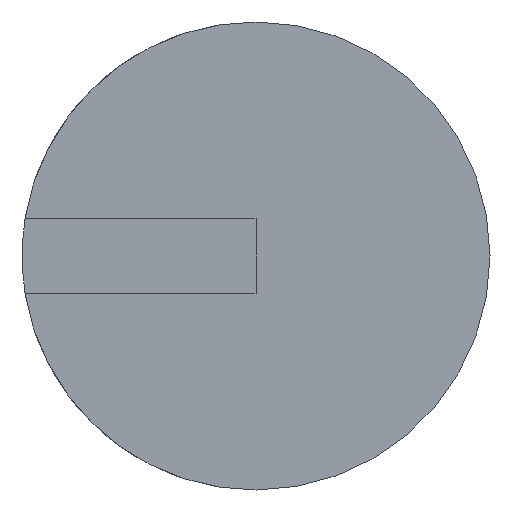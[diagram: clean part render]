
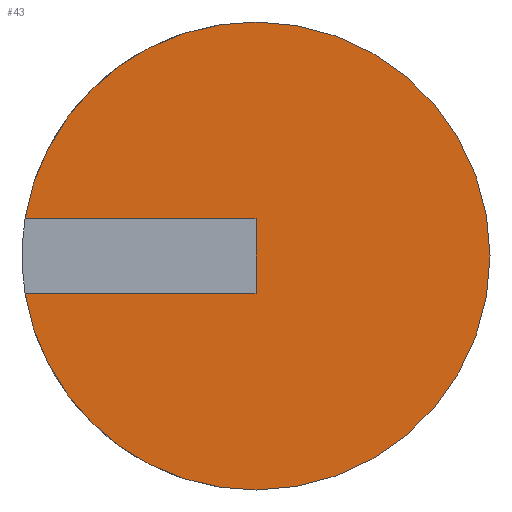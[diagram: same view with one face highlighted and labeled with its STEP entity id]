
A CAD part, front view. The second image highlights one B-rep face of the part: STEP entity #43.
In plain terms, the highlighted planar face has unit normal (0, -1, 0).
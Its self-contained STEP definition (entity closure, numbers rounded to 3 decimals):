
#4 = VERTEX_POINT ( 'NONE', #275 ) ;
#11 = DIRECTION ( 'NONE',  ( 0., 0., 1. ) ) ;
#24 = LINE ( 'NONE', #218, #88 ) ;
#28 = VERTEX_POINT ( 'NONE', #278 ) ;
#43 = ADVANCED_FACE ( 'NONE', ( #206 ), #199, .F. ) ;
#50 = ORIENTED_EDGE ( 'NONE', *, *, #150, .F. ) ;
#61 = CARTESIAN_POINT ( 'NONE',  ( 0., 0., 2. ) ) ;
#65 = CARTESIAN_POINT ( 'NONE',  ( 0., 0., -2. ) ) ;
#66 = EDGE_CURVE ( 'NONE', #170, #4, #179, .T. ) ;
#75 = CARTESIAN_POINT ( 'NONE',  ( 0., 0., 2. ) ) ;
#77 = ORIENTED_EDGE ( 'NONE', *, *, #250, .F. ) ;
#84 = AXIS2_PLACEMENT_3D ( 'NONE', #155, #183, #113 ) ;
#88 = VECTOR ( 'NONE', #104, 1000. ) ;
#98 = CIRCLE ( 'NONE', #309, 12.5 ) ;
#104 = DIRECTION ( 'NONE',  ( 0., 0., 1. ) ) ;
#109 = DIRECTION ( 'NONE',  ( -1., 0., 0. ) ) ;
#113 = DIRECTION ( 'NONE',  ( 0., 0., 1. ) ) ;
#117 = DIRECTION ( 'NONE',  ( -1., 0., 0. ) ) ;
#123 = VECTOR ( 'NONE', #117, 1000. ) ;
#126 = VERTEX_POINT ( 'NONE', #293 ) ;
#130 = CIRCLE ( 'NONE', #167, 12.5 ) ;
#131 = DIRECTION ( 'NONE',  ( 0., 1., 0. ) ) ;
#142 = DIRECTION ( 'NONE',  ( 0., 0., 1. ) ) ;
#149 = VERTEX_POINT ( 'NONE', #196 ) ;
#150 = EDGE_CURVE ( 'NONE', #126, #28, #98, .T. ) ;
#155 = CARTESIAN_POINT ( 'NONE',  ( 0., 0., 0. ) ) ;
#161 = EDGE_CURVE ( 'NONE', #265, #126, #223, .T. ) ;
#165 = DIRECTION ( 'NONE',  ( 0., 1., 0. ) ) ;
#167 = AXIS2_PLACEMENT_3D ( 'NONE', #253, #165, #234 ) ;
#170 = VERTEX_POINT ( 'NONE', #230 ) ;
#175 = ORIENTED_EDGE ( 'NONE', *, *, #66, .T. ) ;
#179 = LINE ( 'NONE', #65, #123 ) ;
#183 = DIRECTION ( 'NONE',  ( 0., 1., 0. ) ) ;
#196 = CARTESIAN_POINT ( 'NONE',  ( 0., 0., -12.5 ) ) ;
#199 = PLANE ( 'NONE',  #84 ) ;
#204 = CIRCLE ( 'NONE', #261, 12.5 ) ;
#206 = FACE_OUTER_BOUND ( 'NONE', #291, .T. ) ;
#211 = VECTOR ( 'NONE', #109, 1000. ) ;
#218 = CARTESIAN_POINT ( 'NONE',  ( 0., 0., -2. ) ) ;
#220 = ORIENTED_EDGE ( 'NONE', *, *, #290, .F. ) ;
#223 = LINE ( 'NONE', #61, #211 ) ;
#230 = CARTESIAN_POINT ( 'NONE',  ( 0., 0., -2. ) ) ;
#234 = DIRECTION ( 'NONE',  ( 0., 0., 1. ) ) ;
#241 = ORIENTED_EDGE ( 'NONE', *, *, #161, .F. ) ;
#248 = CARTESIAN_POINT ( 'NONE',  ( 0., 0., 0. ) ) ;
#250 = EDGE_CURVE ( 'NONE', #28, #149, #130, .T. ) ;
#253 = CARTESIAN_POINT ( 'NONE',  ( 0., 0., 0. ) ) ;
#257 = DIRECTION ( 'NONE',  ( 0., 1., 0. ) ) ;
#261 = AXIS2_PLACEMENT_3D ( 'NONE', #279, #257, #142 ) ;
#263 = EDGE_CURVE ( 'NONE', #149, #4, #204, .T. ) ;
#265 = VERTEX_POINT ( 'NONE', #75 ) ;
#266 = ORIENTED_EDGE ( 'NONE', *, *, #263, .F. ) ;
#275 = CARTESIAN_POINT ( 'NONE',  ( -12.339, 0., -2. ) ) ;
#278 = CARTESIAN_POINT ( 'NONE',  ( 0., 0., 12.5 ) ) ;
#279 = CARTESIAN_POINT ( 'NONE',  ( 0., 0., 0. ) ) ;
#290 = EDGE_CURVE ( 'NONE', #170, #265, #24, .T. ) ;
#291 = EDGE_LOOP ( 'NONE', ( #220, #175, #266, #77, #50, #241 ) ) ;
#293 = CARTESIAN_POINT ( 'NONE',  ( -12.339, 0., 2. ) ) ;
#309 = AXIS2_PLACEMENT_3D ( 'NONE', #248, #131, #11 ) ;
